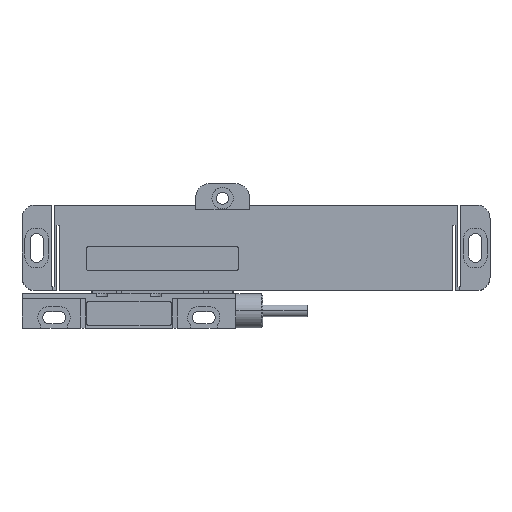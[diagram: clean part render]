
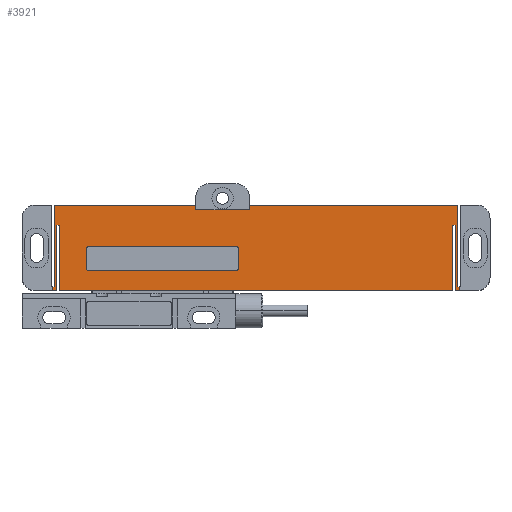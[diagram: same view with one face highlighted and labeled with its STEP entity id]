
A CAD part, top view. The second image highlights one B-rep face of the part: STEP entity #3921.
In plain terms, the highlighted planar face has unit normal (0, 0, 1).
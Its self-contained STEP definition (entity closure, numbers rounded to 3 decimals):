
#597=DIRECTION('',(-1.,0.,0.));
#598=VECTOR('',#597,1.5);
#599=CARTESIAN_POINT('',(13.,0.,17.9));
#600=LINE('',#599,#598);
#667=DIRECTION('',(-1.,0.,0.));
#668=VECTOR('',#667,1.5);
#669=CARTESIAN_POINT('',(163.5,0.,17.9));
#670=LINE('',#669,#668);
#681=DIRECTION('',(1.,0.,0.));
#682=VECTOR('',#681,53.);
#683=CARTESIAN_POINT('',(12.,32.,17.9));
#684=LINE('',#683,#682);
#688=DIRECTION('',(0.,-1.,0.));
#689=VECTOR('',#688,1.8);
#690=CARTESIAN_POINT('',(65.,32.,17.9));
#691=LINE('',#690,#689);
#695=DIRECTION('',(1.,0.,0.));
#696=VECTOR('',#695,20.);
#697=CARTESIAN_POINT('',(65.,30.2,17.9));
#698=LINE('',#697,#696);
#702=DIRECTION('',(0.,-1.,0.));
#703=VECTOR('',#702,1.8);
#704=CARTESIAN_POINT('',(85.,32.,17.9));
#705=LINE('',#704,#703);
#709=DIRECTION('',(1.,0.,0.));
#710=VECTOR('',#709,78.);
#711=CARTESIAN_POINT('',(85.,32.,17.9));
#712=LINE('',#711,#710);
#716=DIRECTION('',(0.,1.,0.));
#717=VECTOR('',#716,1.5);
#718=CARTESIAN_POINT('',(163.5,0.,17.9));
#719=LINE('',#718,#717);
#723=DIRECTION('',(-1.,0.,0.));
#724=VECTOR('',#723,147.);
#725=CARTESIAN_POINT('',(161.,0.,17.9));
#726=LINE('',#725,#724);
#730=CARTESIAN_POINT('',(25.,15.5,17.9));
#731=DIRECTION('',(0.,0.,1.));
#732=DIRECTION('',(0.,1.,0.));
#733=AXIS2_PLACEMENT_3D('',#730,#731,#732);
#738=DIRECTION('',(0.,-1.,0.));
#739=VECTOR('',#738,7.);
#740=CARTESIAN_POINT('',(24.,15.5,17.9));
#741=LINE('',#740,#739);
#745=CARTESIAN_POINT('',(25.,8.5,17.9));
#746=DIRECTION('',(0.,0.,1.));
#747=DIRECTION('',(-1.,0.,0.));
#748=AXIS2_PLACEMENT_3D('',#745,#746,#747);
#753=DIRECTION('',(1.,0.,0.));
#754=VECTOR('',#753,55.);
#755=CARTESIAN_POINT('',(25.,7.5,17.9));
#756=LINE('',#755,#754);
#760=CARTESIAN_POINT('',(80.,8.5,17.9));
#761=DIRECTION('',(0.,0.,1.));
#762=DIRECTION('',(0.,-1.,0.));
#763=AXIS2_PLACEMENT_3D('',#760,#761,#762);
#768=DIRECTION('',(0.,1.,0.));
#769=VECTOR('',#768,7.);
#770=CARTESIAN_POINT('',(81.,8.5,17.9));
#771=LINE('',#770,#769);
#775=CARTESIAN_POINT('',(80.,15.5,17.9));
#776=DIRECTION('',(0.,0.,1.));
#777=DIRECTION('',(1.,0.,0.));
#778=AXIS2_PLACEMENT_3D('',#775,#776,#777);
#783=DIRECTION('',(-1.,0.,0.));
#784=VECTOR('',#783,55.);
#785=CARTESIAN_POINT('',(80.,16.5,17.9));
#786=LINE('',#785,#784);
#1085=DIRECTION('',(0.,1.,0.));
#1086=VECTOR('',#1085,30.5);
#1087=CARTESIAN_POINT('',(12.,1.5,17.9));
#1088=LINE('',#1087,#1086);
#1106=DIRECTION('',(-1.,0.,0.));
#1107=VECTOR('',#1106,0.5);
#1108=CARTESIAN_POINT('',(12.,1.5,17.9));
#1109=LINE('',#1108,#1107);
#1141=DIRECTION('',(0.,1.,0.));
#1142=VECTOR('',#1141,1.5);
#1143=CARTESIAN_POINT('',(11.5,0.,17.9));
#1144=LINE('',#1143,#1142);
#1148=DIRECTION('',(0.,-1.,0.));
#1149=VECTOR('',#1148,24.5);
#1150=CARTESIAN_POINT('',(13.,24.5,17.9));
#1151=LINE('',#1150,#1149);
#1169=DIRECTION('',(-1.,0.,0.));
#1170=VECTOR('',#1169,1.);
#1171=CARTESIAN_POINT('',(14.,24.5,17.9));
#1172=LINE('',#1171,#1170);
#1190=DIRECTION('',(0.,1.,0.));
#1191=VECTOR('',#1190,24.5);
#1192=CARTESIAN_POINT('',(14.,0.,17.9));
#1193=LINE('',#1192,#1191);
#1204=DIRECTION('',(0.,-1.,0.));
#1205=VECTOR('',#1204,24.5);
#1206=CARTESIAN_POINT('',(161.,24.5,17.9));
#1207=LINE('',#1206,#1205);
#1225=DIRECTION('',(-1.,0.,0.));
#1226=VECTOR('',#1225,1.);
#1227=CARTESIAN_POINT('',(162.,24.5,17.9));
#1228=LINE('',#1227,#1226);
#1246=DIRECTION('',(0.,1.,0.));
#1247=VECTOR('',#1246,24.5);
#1248=CARTESIAN_POINT('',(162.,0.,17.9));
#1249=LINE('',#1248,#1247);
#1823=DIRECTION('',(1.,0.,0.));
#1824=VECTOR('',#1823,0.5);
#1825=CARTESIAN_POINT('',(163.,1.5,17.9));
#1826=LINE('',#1825,#1824);
#1858=DIRECTION('',(0.,-1.,0.));
#1859=VECTOR('',#1858,30.5);
#1860=CARTESIAN_POINT('',(163.,32.,17.9));
#1861=LINE('',#1860,#1859);
#2895=CARTESIAN_POINT('',(163.5,0.,17.9));
#2896=CARTESIAN_POINT('',(162.,0.,17.9));
#2897=VERTEX_POINT('',#2895);
#2898=VERTEX_POINT('',#2896);
#3094=CARTESIAN_POINT('',(11.5,0.,17.9));
#3096=VERTEX_POINT('',#3094);
#3113=CARTESIAN_POINT('',(11.5,1.5,17.9));
#3114=VERTEX_POINT('',#3113);
#3117=CARTESIAN_POINT('',(163.5,1.5,17.9));
#3118=VERTEX_POINT('',#3117);
#3129=CARTESIAN_POINT('',(163.,32.,17.9));
#3130=CARTESIAN_POINT('',(163.,1.5,17.9));
#3131=VERTEX_POINT('',#3129);
#3132=VERTEX_POINT('',#3130);
#3137=CARTESIAN_POINT('',(162.,24.5,17.9));
#3138=VERTEX_POINT('',#3137);
#3141=CARTESIAN_POINT('',(161.,24.5,17.9));
#3142=VERTEX_POINT('',#3141);
#3145=CARTESIAN_POINT('',(161.,0.,17.9));
#3146=VERTEX_POINT('',#3145);
#3149=CARTESIAN_POINT('',(14.,0.,17.9));
#3150=VERTEX_POINT('',#3149);
#3159=CARTESIAN_POINT('',(13.,0.,17.9));
#3160=VERTEX_POINT('',#3159);
#3161=CARTESIAN_POINT('',(12.,1.5,17.9));
#3162=VERTEX_POINT('',#3161);
#3165=CARTESIAN_POINT('',(12.,32.,17.9));
#3166=VERTEX_POINT('',#3165);
#3169=CARTESIAN_POINT('',(14.,24.5,17.9));
#3170=VERTEX_POINT('',#3169);
#3175=CARTESIAN_POINT('',(13.,24.5,17.9));
#3176=VERTEX_POINT('',#3175);
#3187=CARTESIAN_POINT('',(85.,32.,17.9));
#3189=VERTEX_POINT('',#3187);
#3191=CARTESIAN_POINT('',(65.,32.,17.9));
#3193=VERTEX_POINT('',#3191);
#3197=CARTESIAN_POINT('',(65.,30.2,17.9));
#3198=VERTEX_POINT('',#3197);
#3201=CARTESIAN_POINT('',(85.,30.2,17.9));
#3202=VERTEX_POINT('',#3201);
#3347=CARTESIAN_POINT('',(25.,16.5,17.9));
#3348=CARTESIAN_POINT('',(24.,15.5,17.9));
#3349=VERTEX_POINT('',#3347);
#3350=VERTEX_POINT('',#3348);
#3351=CARTESIAN_POINT('',(24.,8.5,17.9));
#3352=VERTEX_POINT('',#3351);
#3353=CARTESIAN_POINT('',(25.,7.5,17.9));
#3354=VERTEX_POINT('',#3353);
#3355=CARTESIAN_POINT('',(80.,7.5,17.9));
#3356=VERTEX_POINT('',#3355);
#3357=CARTESIAN_POINT('',(81.,8.5,17.9));
#3358=VERTEX_POINT('',#3357);
#3359=CARTESIAN_POINT('',(81.,15.5,17.9));
#3360=VERTEX_POINT('',#3359);
#3361=CARTESIAN_POINT('',(80.,16.5,17.9));
#3362=VERTEX_POINT('',#3361);
#3859=CARTESIAN_POINT('',(18.,0.,17.9));
#3860=DIRECTION('',(0.,0.,1.));
#3861=DIRECTION('',(0.,1.,0.));
#3862=AXIS2_PLACEMENT_3D('',#3859,#3860,#3861);
#3863=PLANE('',#3862);
#3865=ORIENTED_EDGE('',*,*,#3864,.T.);
#3867=ORIENTED_EDGE('',*,*,#3866,.T.);
#3869=ORIENTED_EDGE('',*,*,#3868,.T.);
#3871=ORIENTED_EDGE('',*,*,#3870,.F.);
#3873=ORIENTED_EDGE('',*,*,#3872,.T.);
#3875=ORIENTED_EDGE('',*,*,#3874,.T.);
#3877=ORIENTED_EDGE('',*,*,#3876,.T.);
#3879=ORIENTED_EDGE('',*,*,#3878,.F.);
#3880=ORIENTED_EDGE('',*,*,#3850,.T.);
#3882=ORIENTED_EDGE('',*,*,#3881,.T.);
#3884=ORIENTED_EDGE('',*,*,#3883,.T.);
#3886=ORIENTED_EDGE('',*,*,#3885,.T.);
#3887=ORIENTED_EDGE('',*,*,#3769,.T.);
#3889=ORIENTED_EDGE('',*,*,#3888,.T.);
#3891=ORIENTED_EDGE('',*,*,#3890,.T.);
#3893=ORIENTED_EDGE('',*,*,#3892,.T.);
#3894=ORIENTED_EDGE('',*,*,#3823,.T.);
#3896=ORIENTED_EDGE('',*,*,#3895,.T.);
#3898=ORIENTED_EDGE('',*,*,#3897,.F.);
#3900=ORIENTED_EDGE('',*,*,#3899,.T.);
#3901=EDGE_LOOP('',(#3865,#3867,#3869,#3871,#3873,#3875,#3877,#3879,#3880,#3882,
#3884,#3886,#3887,#3889,#3891,#3893,#3894,#3896,#3898,#3900));
#3902=FACE_OUTER_BOUND('',#3901,.F.);
#3904=ORIENTED_EDGE('',*,*,#3903,.T.);
#3906=ORIENTED_EDGE('',*,*,#3905,.T.);
#3908=ORIENTED_EDGE('',*,*,#3907,.T.);
#3910=ORIENTED_EDGE('',*,*,#3909,.T.);
#3912=ORIENTED_EDGE('',*,*,#3911,.T.);
#3914=ORIENTED_EDGE('',*,*,#3913,.T.);
#3916=ORIENTED_EDGE('',*,*,#3915,.T.);
#3918=ORIENTED_EDGE('',*,*,#3917,.T.);
#3919=EDGE_LOOP('',(#3904,#3906,#3908,#3910,#3912,#3914,#3916,#3918));
#3920=FACE_BOUND('',#3919,.F.);
#734=CIRCLE('',#733,1.);
#749=CIRCLE('',#748,1.);
#764=CIRCLE('',#763,1.);
#779=CIRCLE('',#778,1.);
#3769=EDGE_CURVE('',#3146,#3150,#726,.T.);
#3823=EDGE_CURVE('',#3160,#3096,#600,.T.);
#3850=EDGE_CURVE('',#2897,#2898,#670,.T.);
#3864=EDGE_CURVE('',#3166,#3193,#684,.T.);
#3866=EDGE_CURVE('',#3193,#3198,#691,.T.);
#3868=EDGE_CURVE('',#3198,#3202,#698,.T.);
#3870=EDGE_CURVE('',#3189,#3202,#705,.T.);
#3872=EDGE_CURVE('',#3189,#3131,#712,.T.);
#3874=EDGE_CURVE('',#3131,#3132,#1861,.T.);
#3876=EDGE_CURVE('',#3132,#3118,#1826,.T.);
#3878=EDGE_CURVE('',#2897,#3118,#719,.T.);
#3881=EDGE_CURVE('',#2898,#3138,#1249,.T.);
#3883=EDGE_CURVE('',#3138,#3142,#1228,.T.);
#3885=EDGE_CURVE('',#3142,#3146,#1207,.T.);
#3888=EDGE_CURVE('',#3150,#3170,#1193,.T.);
#3890=EDGE_CURVE('',#3170,#3176,#1172,.T.);
#3892=EDGE_CURVE('',#3176,#3160,#1151,.T.);
#3895=EDGE_CURVE('',#3096,#3114,#1144,.T.);
#3897=EDGE_CURVE('',#3162,#3114,#1109,.T.);
#3899=EDGE_CURVE('',#3162,#3166,#1088,.T.);
#3903=EDGE_CURVE('',#3349,#3350,#734,.T.);
#3905=EDGE_CURVE('',#3350,#3352,#741,.T.);
#3907=EDGE_CURVE('',#3352,#3354,#749,.T.);
#3909=EDGE_CURVE('',#3354,#3356,#756,.T.);
#3911=EDGE_CURVE('',#3356,#3358,#764,.T.);
#3913=EDGE_CURVE('',#3358,#3360,#771,.T.);
#3915=EDGE_CURVE('',#3360,#3362,#779,.T.);
#3917=EDGE_CURVE('',#3362,#3349,#786,.T.);
#3921=ADVANCED_FACE('',(#3902,#3920),#3863,.T.);
